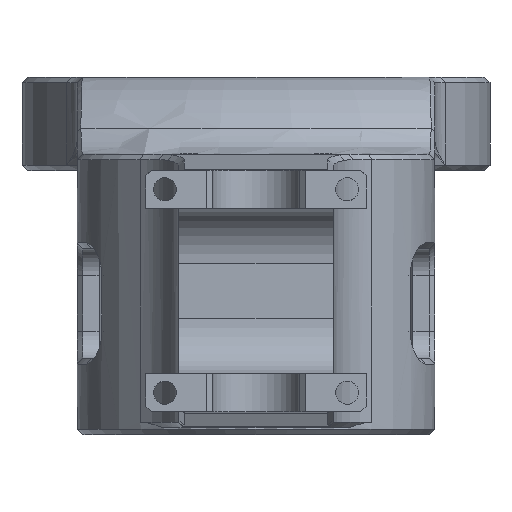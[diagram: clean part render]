
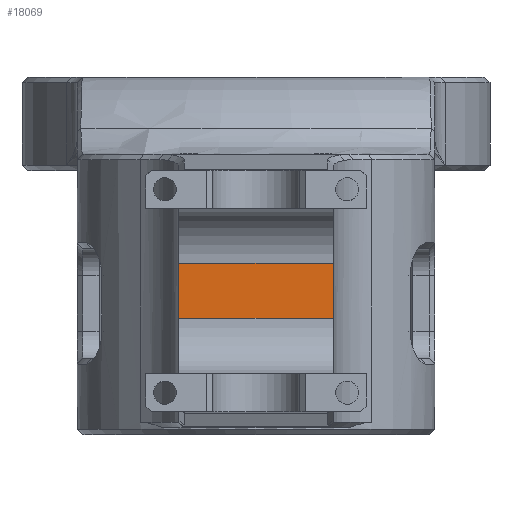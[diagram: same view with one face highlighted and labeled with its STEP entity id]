
A CAD part, front view. The second image highlights one B-rep face of the part: STEP entity #18069.
In plain terms, the highlighted planar face has unit normal (0, -1, 0).
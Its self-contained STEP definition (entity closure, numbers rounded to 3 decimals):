
#180 = ORIENTED_EDGE ( 'NONE', *, *, #19169, .T. ) ;
#185 = CARTESIAN_POINT ( 'NONE',  ( -23., -264., -4.35 ) ) ;
#709 = LINE ( 'NONE', #13685, #5292 ) ;
#2144 = EDGE_CURVE ( 'NONE', #6909, #3569, #20723, .T. ) ;
#2733 = DIRECTION ( 'NONE',  ( 0., 0., 1. ) ) ;
#3569 = VERTEX_POINT ( 'NONE', #21418 ) ;
#4408 = LINE ( 'NONE', #23013, #4599 ) ;
#4518 = ORIENTED_EDGE ( 'NONE', *, *, #16259, .T. ) ;
#4599 = VECTOR ( 'NONE', #2733, 1000. ) ;
#4608 = EDGE_CURVE ( 'NONE', #8060, #6909, #4408, .T. ) ;
#5292 = VECTOR ( 'NONE', #22938, 1000. ) ;
#6909 = VERTEX_POINT ( 'NONE', #8584 ) ;
#6957 = EDGE_LOOP ( 'NONE', ( #180, #4518, #11292, #18729 ) ) ;
#7546 = DIRECTION ( 'NONE',  ( 0., 1., 0. ) ) ;
#7804 = VECTOR ( 'NONE', #21399, 1000. ) ;
#8060 = VERTEX_POINT ( 'NONE', #13359 ) ;
#8292 = VECTOR ( 'NONE', #19009, 1000. ) ;
#8584 = CARTESIAN_POINT ( 'NONE',  ( 14., -264., -14.35 ) ) ;
#9931 = CARTESIAN_POINT ( 'NONE',  ( 14., -264., -24.35 ) ) ;
#10835 = FACE_OUTER_BOUND ( 'NONE', #6957, .T. ) ;
#11292 = ORIENTED_EDGE ( 'NONE', *, *, #4608, .T. ) ;
#11549 = CARTESIAN_POINT ( 'NONE',  ( -14., -264., -14.35 ) ) ;
#12919 = PLANE ( 'NONE',  #14154 ) ;
#13359 = CARTESIAN_POINT ( 'NONE',  ( 14., -264., -24.35 ) ) ;
#13685 = CARTESIAN_POINT ( 'NONE',  ( -14., -264., -45.5 ) ) ;
#14154 = AXIS2_PLACEMENT_3D ( 'NONE', #185, #7546, #23884 ) ;
#16259 = EDGE_CURVE ( 'NONE', #19623, #8060, #19691, .T. ) ;
#18069 = ADVANCED_FACE ( 'NONE', ( #10835 ), #12919, .F. ) ;
#18729 = ORIENTED_EDGE ( 'NONE', *, *, #2144, .T. ) ;
#19009 = DIRECTION ( 'NONE',  ( -1., 0., 0. ) ) ;
#19169 = EDGE_CURVE ( 'NONE', #3569, #19623, #709, .T. ) ;
#19623 = VERTEX_POINT ( 'NONE', #21191 ) ;
#19691 = LINE ( 'NONE', #9931, #7804 ) ;
#20723 = LINE ( 'NONE', #11549, #8292 ) ;
#21191 = CARTESIAN_POINT ( 'NONE',  ( -14., -264., -24.35 ) ) ;
#21399 = DIRECTION ( 'NONE',  ( 1., 0., 0. ) ) ;
#21418 = CARTESIAN_POINT ( 'NONE',  ( -14., -264., -14.35 ) ) ;
#22938 = DIRECTION ( 'NONE',  ( 0., 0., -1. ) ) ;
#23013 = CARTESIAN_POINT ( 'NONE',  ( 14., -264., -4.35 ) ) ;
#23884 = DIRECTION ( 'NONE',  ( 0., 0., 1. ) ) ;
